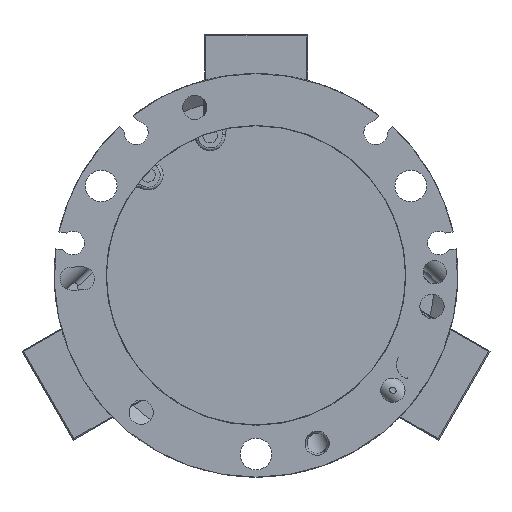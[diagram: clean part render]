
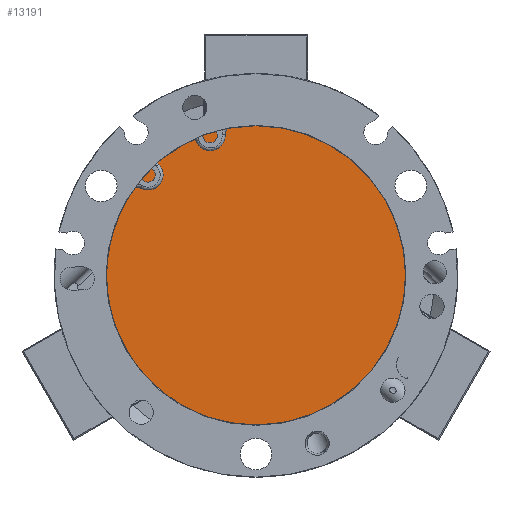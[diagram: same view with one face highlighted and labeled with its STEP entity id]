
A CAD part, front view. The second image highlights one B-rep face of the part: STEP entity #13191.
In plain terms, the highlighted planar face has unit normal (0, -1, 0).
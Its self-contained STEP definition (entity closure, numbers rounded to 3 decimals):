
#108 = AXIS2_PLACEMENT_3D ( 'NONE', #4150, #8590, #1971 ) ;
#513 = CARTESIAN_POINT ( 'NONE',  ( 2.378, -23.846, 44.05 ) ) ;
#766 = VERTEX_POINT ( 'NONE', #513 ) ;
#774 = ORIENTED_EDGE ( 'NONE', *, *, #9158, .F. ) ;
#886 = CIRCLE ( 'NONE', #13204, 25.95 ) ;
#1971 = DIRECTION ( 'NONE',  ( 0., 0., 1. ) ) ;
#2032 = DIRECTION ( 'NONE',  ( 0., 1., 0. ) ) ;
#4150 = CARTESIAN_POINT ( 'NONE',  ( 2.378, -23.846, 70. ) ) ;
#4406 = VERTEX_POINT ( 'NONE', #5678 ) ;
#4810 = ORIENTED_EDGE ( 'NONE', *, *, #5702, .F. ) ;
#5261 = PLANE ( 'NONE',  #108 ) ;
#5678 = CARTESIAN_POINT ( 'NONE',  ( 2.378, -23.846, 95.95 ) ) ;
#5702 = EDGE_CURVE ( 'NONE', #766, #4406, #12321, .T. ) ;
#6578 = DIRECTION ( 'NONE',  ( 0., 1., 0. ) ) ;
#8180 = EDGE_LOOP ( 'NONE', ( #774, #4810 ) ) ;
#8590 = DIRECTION ( 'NONE',  ( 0., 1., 0. ) ) ;
#8654 = CARTESIAN_POINT ( 'NONE',  ( 2.378, -23.846, 70. ) ) ;
#9158 = EDGE_CURVE ( 'NONE', #4406, #766, #886, .T. ) ;
#9775 = DIRECTION ( 'NONE',  ( 0., 0., 1. ) ) ;
#11206 = AXIS2_PLACEMENT_3D ( 'NONE', #8654, #2032, #9775 ) ;
#12321 = CIRCLE ( 'NONE', #11206, 25.95 ) ;
#13191 = ADVANCED_FACE ( 'NONE', ( #13310 ), #5261, .F. ) ;
#13204 = AXIS2_PLACEMENT_3D ( 'NONE', #13217, #6578, #14324 ) ;
#13217 = CARTESIAN_POINT ( 'NONE',  ( 2.378, -23.846, 70. ) ) ;
#13310 = FACE_OUTER_BOUND ( 'NONE', #8180, .T. ) ;
#14324 = DIRECTION ( 'NONE',  ( 0., 0., 1. ) ) ;
